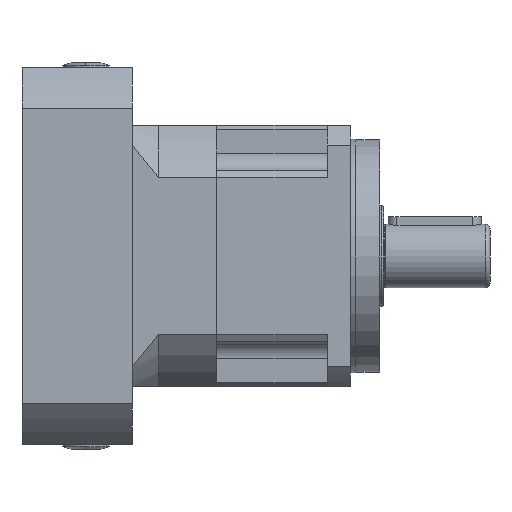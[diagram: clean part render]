
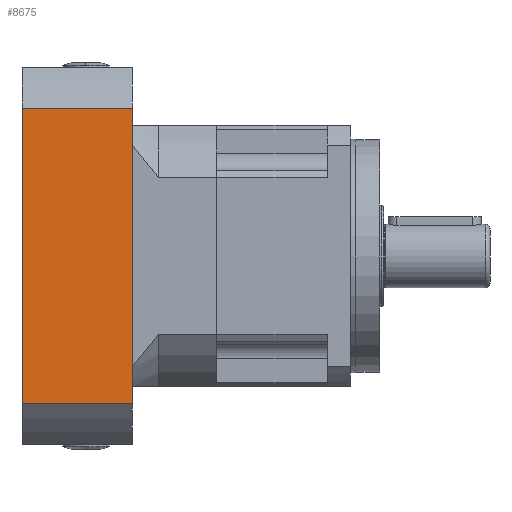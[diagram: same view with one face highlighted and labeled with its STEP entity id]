
A CAD part, front view. The second image highlights one B-rep face of the part: STEP entity #8675.
In plain terms, the highlighted planar face has unit normal (0, -1, 0).
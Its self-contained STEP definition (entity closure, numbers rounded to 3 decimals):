
#2185 = DIRECTION ( 'NONE',  ( 1., 0., 0. ) ) ;
#2196 = DIRECTION ( 'NONE',  ( -1., 0., 0. ) ) ;
#2197 = CARTESIAN_POINT ( 'NONE',  ( -70.872, -65., 50.806 ) ) ;
#2203 = CARTESIAN_POINT ( 'NONE',  ( -70.872, -65., -50.806 ) ) ;
#2309 = CARTESIAN_POINT ( 'NONE',  ( -29., -65., -57.655 ) ) ;
#2315 = DIRECTION ( 'NONE',  ( 0., 0., 1. ) ) ;
#2349 = CARTESIAN_POINT ( 'NONE',  ( -67., -65., 82.5 ) ) ;
#2350 = DIRECTION ( 'NONE',  ( 0., 0., 1. ) ) ;
#2695 = LINE ( 'NONE', #2197, #2700 ) ;
#2698 = LINE ( 'NONE', #2203, #2703 ) ;
#2700 = VECTOR ( 'NONE', #2185, 1000. ) ;
#2703 = VECTOR ( 'NONE', #2196, 1000. ) ;
#2728 = LINE ( 'NONE', #2309, #2732 ) ;
#2732 = VECTOR ( 'NONE', #2315, 1000. ) ;
#2752 = LINE ( 'NONE', #2349, #2755 ) ;
#2755 = VECTOR ( 'NONE', #2350, 1000. ) ;
#5444 = CARTESIAN_POINT ( 'NONE',  ( -29., -65., 50.806 ) ) ;
#5445 = CARTESIAN_POINT ( 'NONE',  ( -67., -65., 50.806 ) ) ;
#5447 = CARTESIAN_POINT ( 'NONE',  ( -29., -65., -50.806 ) ) ;
#5450 = CARTESIAN_POINT ( 'NONE',  ( -67., -65., -50.806 ) ) ;
#8675 = ADVANCED_FACE ( 'NONE', ( #13757 ), #15224, .F. ) ;
#9233 = EDGE_CURVE ( 'NONE', #10678, #10677, #2695, .T. ) ;
#9235 = EDGE_CURVE ( 'NONE', #10680, #10683, #2698, .T. ) ;
#9260 = EDGE_CURVE ( 'NONE', #10680, #10677, #2728, .T. ) ;
#9275 = EDGE_CURVE ( 'NONE', #10683, #10678, #2752, .T. ) ;
#9766 = ORIENTED_EDGE ( 'NONE', *, *, #9260, .T. ) ;
#9767 = ORIENTED_EDGE ( 'NONE', *, *, #9233, .F. ) ;
#9768 = ORIENTED_EDGE ( 'NONE', *, *, #9275, .F. ) ;
#9769 = ORIENTED_EDGE ( 'NONE', *, *, #9235, .F. ) ;
#10677 = VERTEX_POINT ( 'NONE', #5444 ) ;
#10678 = VERTEX_POINT ( 'NONE', #5445 ) ;
#10680 = VERTEX_POINT ( 'NONE', #5447 ) ;
#10683 = VERTEX_POINT ( 'NONE', #5450 ) ;
#11267 = EDGE_LOOP ( 'NONE', ( #9766, #9767, #9768, #9769 ) ) ;
#13757 = FACE_OUTER_BOUND ( 'NONE', #11267, .T. ) ;
#14425 = AXIS2_PLACEMENT_3D ( 'NONE', #15221, #15226, #15227 ) ;
#15221 = CARTESIAN_POINT ( 'NONE',  ( -73., -65., -57.655 ) ) ;
#15224 = PLANE ( 'NONE',  #14425 ) ;
#15226 = DIRECTION ( 'NONE',  ( 0., 1., 0. ) ) ;
#15227 = DIRECTION ( 'NONE',  ( 0., 0., 1. ) ) ;
